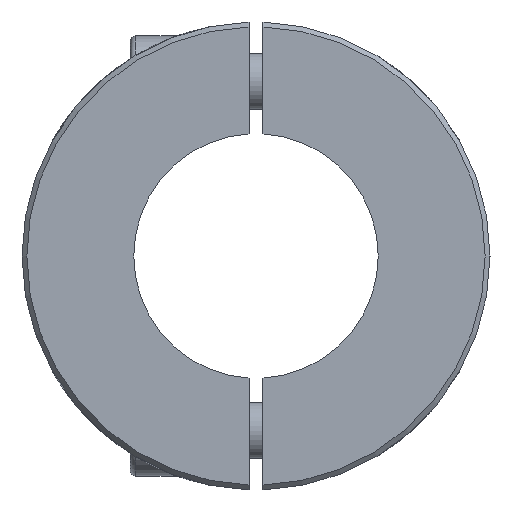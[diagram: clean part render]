
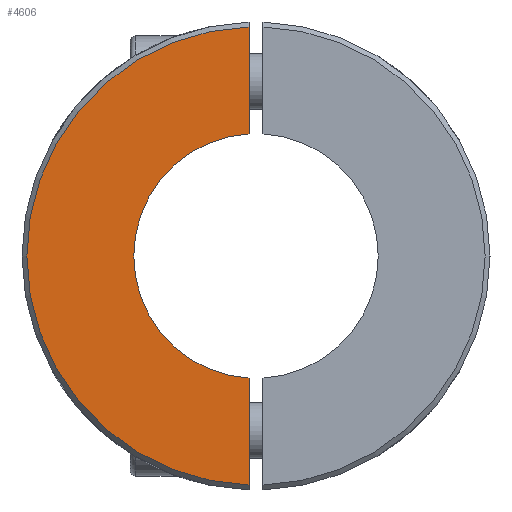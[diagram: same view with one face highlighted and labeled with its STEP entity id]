
A CAD part, left-side view. The second image highlights one B-rep face of the part: STEP entity #4606.
In plain terms, the highlighted planar face has unit normal (-1, 0, 0).
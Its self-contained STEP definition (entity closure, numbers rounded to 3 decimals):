
#210 = CARTESIAN_POINT ( 'NONE',  ( -47.5, 1., 33.5 ) ) ;
#750 = VECTOR ( 'NONE', #6443, 1000. ) ;
#988 = EDGE_CURVE ( 'NONE', #8552, #12799, #4319, .T. ) ;
#1454 = ORIENTED_EDGE ( 'NONE', *, *, #10776, .F. ) ;
#1743 = CIRCLE ( 'NONE', #4785, 32.8 ) ;
#1919 = VERTEX_POINT ( 'NONE', #5004 ) ;
#2483 = EDGE_CURVE ( 'NONE', #1919, #8184, #5488, .T. ) ;
#2610 = DIRECTION ( 'NONE',  ( 0., 0., 1. ) ) ;
#3298 = CARTESIAN_POINT ( 'NONE',  ( -47.5, 1., 33.5 ) ) ;
#3802 = ORIENTED_EDGE ( 'NONE', *, *, #2483, .T. ) ;
#4016 = DIRECTION ( 'NONE',  ( -1., 0., 0. ) ) ;
#4048 = EDGE_LOOP ( 'NONE', ( #10182, #3802, #1454, #6916 ) ) ;
#4249 = CIRCLE ( 'NONE', #13179, 17.5 ) ;
#4319 = LINE ( 'NONE', #3298, #5201 ) ;
#4606 = ADVANCED_FACE ( 'NONE', ( #7262 ), #11405, .F. ) ;
#4721 = DIRECTION ( 'NONE',  ( 1., 0., 0. ) ) ;
#4785 = AXIS2_PLACEMENT_3D ( 'NONE', #12042, #4016, #5838 ) ;
#5004 = CARTESIAN_POINT ( 'NONE',  ( -47.5, 1., -32.785 ) ) ;
#5201 = VECTOR ( 'NONE', #2610, 1000. ) ;
#5488 = LINE ( 'NONE', #210, #750 ) ;
#5838 = DIRECTION ( 'NONE',  ( 0., 0., 1. ) ) ;
#6443 = DIRECTION ( 'NONE',  ( 0., 0., 1. ) ) ;
#6916 = ORIENTED_EDGE ( 'NONE', *, *, #988, .T. ) ;
#7262 = FACE_OUTER_BOUND ( 'NONE', #4048, .T. ) ;
#7270 = DIRECTION ( 'NONE',  ( 0., 0., 1. ) ) ;
#8173 = DIRECTION ( 'NONE',  ( -1., 0., 0. ) ) ;
#8184 = VERTEX_POINT ( 'NONE', #12025 ) ;
#8438 = CARTESIAN_POINT ( 'NONE',  ( -47.5, 0., 0. ) ) ;
#8476 = CARTESIAN_POINT ( 'NONE',  ( -47.5, 1., 17.471 ) ) ;
#8552 = VERTEX_POINT ( 'NONE', #8476 ) ;
#8631 = DIRECTION ( 'NONE',  ( 0., 0., -1. ) ) ;
#8695 = CARTESIAN_POINT ( 'NONE',  ( -47.5, 1., 32.785 ) ) ;
#10182 = ORIENTED_EDGE ( 'NONE', *, *, #11586, .T. ) ;
#10724 = CARTESIAN_POINT ( 'NONE',  ( -47.5, 32.8, 0. ) ) ;
#10776 = EDGE_CURVE ( 'NONE', #8552, #8184, #4249, .T. ) ;
#11405 = PLANE ( 'NONE',  #12696 ) ;
#11586 = EDGE_CURVE ( 'NONE', #12799, #1919, #1743, .T. ) ;
#12025 = CARTESIAN_POINT ( 'NONE',  ( -47.5, 1., -17.471 ) ) ;
#12042 = CARTESIAN_POINT ( 'NONE',  ( -47.5, 0., 0. ) ) ;
#12696 = AXIS2_PLACEMENT_3D ( 'NONE', #10724, #4721, #8631 ) ;
#12799 = VERTEX_POINT ( 'NONE', #8695 ) ;
#13179 = AXIS2_PLACEMENT_3D ( 'NONE', #8438, #8173, #7270 ) ;
